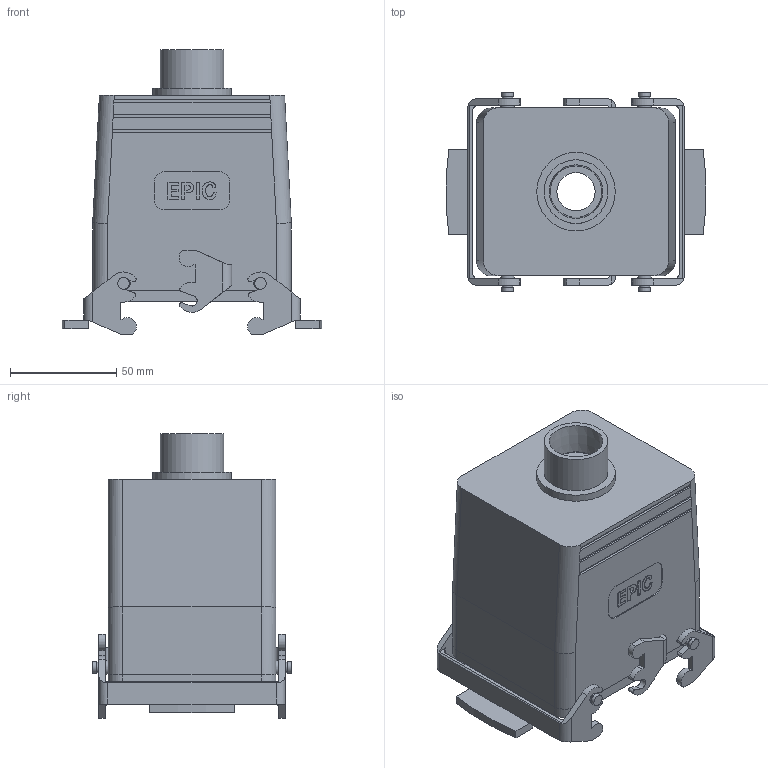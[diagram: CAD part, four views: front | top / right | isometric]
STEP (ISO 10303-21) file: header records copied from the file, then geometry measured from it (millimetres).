
FILE_DESCRIPTION( ( 'Unknown' ), '1' );
FILE_NAME( 'H_B_32_TBF_NPT_34_ASM.stp', 'Unknown', ( 'Unknown' ), ( 'Unknown' ), 'PSStep 11.0', 'Unknown', ' ' );
FILE_SCHEMA( ( 'AUTOMOTIVE_DESIGN { 1 0 10303 214 1 1 1 1 }' ) );
Length unit declared in the file: millimetre
Products named in the file (3): Assem1; H_B_32_QB; H_B_32_TBF_NPT_34
Bounding box: 122.37 x 93.8 x 133.9 mm (x, y, z)
Volume: 353098.1 mm3; surface area: 188718.8 mm2
Topology: 5 solids, 5 shells, 565 faces, 1417 edges, 926 vertices
Faces by surface type: plane 392, cylinder 163, extrusion 8, cone 2
Full cylindrical faces by diameter (mm): 2.459 x16, 4.9 x8, 5.5 x8, 6.5 x8, 18 x2, 24.239 x2, 30 x2, 37 x2
Entity records: 9835 total; most frequent: CARTESIAN_POINT 1607, DIRECTION 1235, ORIENTED_EDGE 1228, EDGE_CURVE 614, VECTOR 417, VERTEX_POINT 415, LINE 413, AXIS2_PLACEMENT_3D 409
